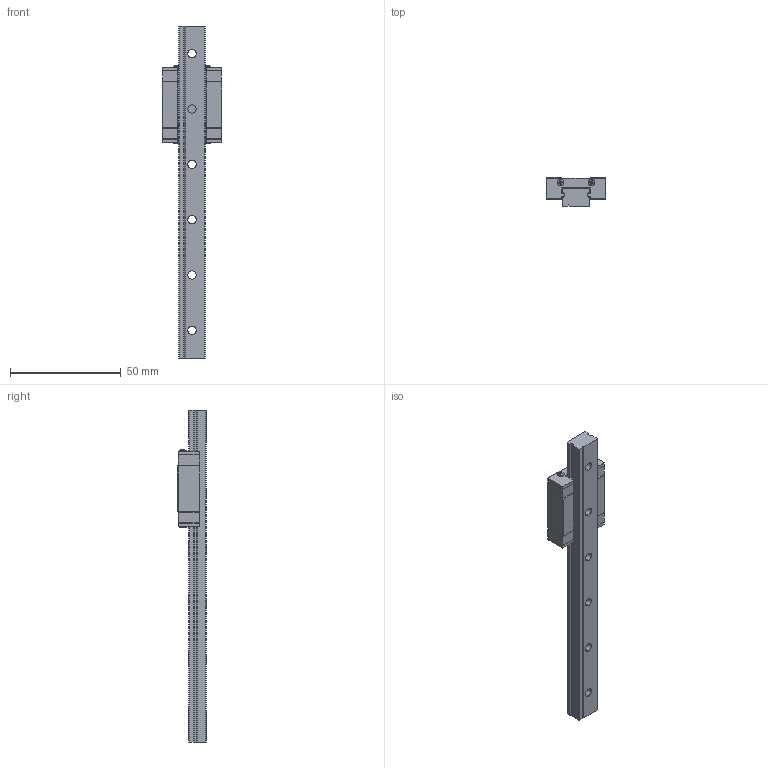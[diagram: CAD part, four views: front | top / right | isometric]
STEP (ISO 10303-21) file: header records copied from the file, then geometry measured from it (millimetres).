
FILE_DESCRIPTION (( 'STEP AP203' ), '1' );
FILE_NAME ('sLINEAR RAIL LML 12B 150.STEP', '2021-03-07T00:44:29', ( '' ), ( '' ), 'SwSTEP 2.0', 'SolidWorks 2020', '' );
FILE_SCHEMA (( 'CONFIG_CONTROL_DESIGN' ));
Length unit declared in the file: millimetre
Products named in the file (6): Cap_Standard; wiper LML 12B_Standard; DIN EN ISO 7047 - M 1.6 x 10 Z - 10C._Standard; Rail LML 12B 150_Standard; sLINEAR RAIL LML 12B 150; Slide LML 12B_Standard
Assembly tree (10 placements, depth 2):
  sLINEAR RAIL LML 12B 150
    Rail LML 12B 150_Standard
    Slide LML 12B_Standard
    Cap_Standard  x2
    wiper LML 12B_Standard  x2
    DIN EN ISO 7047 - M 1.6 x 10 Z - 10C._Standard  x4
Bounding box: 27 x 13 x 150 mm (x, y, z)
Volume: 19192 mm3; surface area: 12640.2 mm2
Topology: 10 solids, 10 shells, 903 faces, 2307 edges, 1354 vertices
Faces by surface type: cylinder 454, plane 221, sphere 88, cone 68, torus 56, bspline 16
Entity records: 19558 total; most frequent: CARTESIAN_POINT 8917, DIRECTION 2151, ORIENTED_EDGE 2042, EDGE_CURVE 1021, AXIS2_PLACEMENT_3D 824, VERTEX_POINT 615, LINE 503, VECTOR 503
